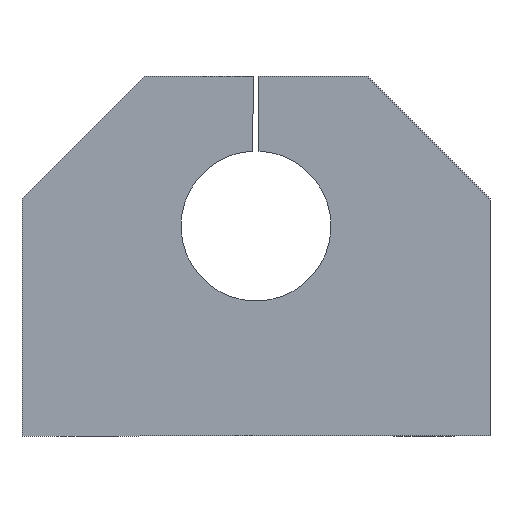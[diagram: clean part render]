
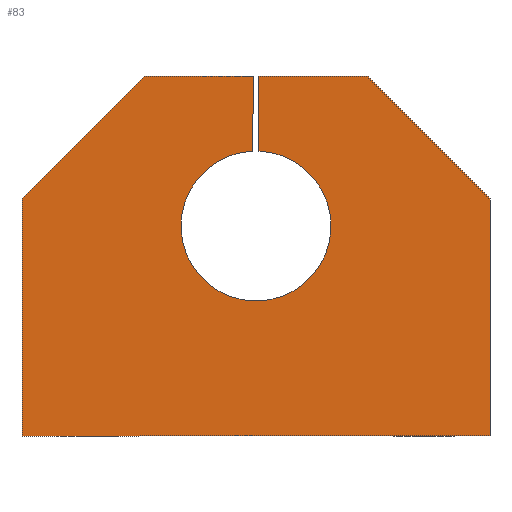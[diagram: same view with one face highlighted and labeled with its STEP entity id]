
A CAD part, front view. The second image highlights one B-rep face of the part: STEP entity #83.
In plain terms, the highlighted planar face has unit normal (0, -1, 0).
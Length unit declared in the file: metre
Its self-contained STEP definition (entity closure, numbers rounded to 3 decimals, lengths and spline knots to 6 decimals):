
#83 = ADVANCED_FACE( '', ( #180 ), #181, .F. );
#180 = FACE_OUTER_BOUND( '', #289, .T. );
#181 = PLANE( '', #290 );
#289 = EDGE_LOOP( '', ( #454, #455, #456, #457, #458, #459, #460, #461, #462, #463 ) );
#290 = AXIS2_PLACEMENT_3D( '', #464, #465, #466 );
#454 = ORIENTED_EDGE( '', *, *, #585, .T. );
#455 = ORIENTED_EDGE( '', *, *, #595, .F. );
#456 = ORIENTED_EDGE( '', *, *, #591, .F. );
#457 = ORIENTED_EDGE( '', *, *, #633, .F. );
#458 = ORIENTED_EDGE( '', *, *, #634, .F. );
#459 = ORIENTED_EDGE( '', *, *, #600, .F. );
#460 = ORIENTED_EDGE( '', *, *, #635, .F. );
#461 = ORIENTED_EDGE( '', *, *, #636, .F. );
#462 = ORIENTED_EDGE( '', *, *, #637, .T. );
#463 = ORIENTED_EDGE( '', *, *, #620, .T. );
#464 = CARTESIAN_POINT( '', ( -0.039, -0.019, 0. ) );
#465 = DIRECTION( '', ( 0., 1., 0. ) );
#466 = DIRECTION( '', ( 0., 0., 1. ) );
#585 = EDGE_CURVE( '', #682, #680, #683, .T. );
#591 = EDGE_CURVE( '', #691, #693, #694, .T. );
#595 = EDGE_CURVE( '', #693, #680, #699, .T. );
#600 = EDGE_CURVE( '', #705, #707, #708, .T. );
#620 = EDGE_CURVE( '', #739, #682, #740, .T. );
#633 = EDGE_CURVE( '', #757, #691, #758, .T. );
#634 = EDGE_CURVE( '', #707, #757, #759, .T. );
#635 = EDGE_CURVE( '', #760, #705, #761, .T. );
#636 = EDGE_CURVE( '', #762, #760, #763, .T. );
#637 = EDGE_CURVE( '', #762, #739, #764, .T. );
#680 = VERTEX_POINT( '', #898 );
#682 = VERTEX_POINT( '', #901 );
#683 = LINE( '', #902, #903 );
#691 = VERTEX_POINT( '', #914 );
#693 = VERTEX_POINT( '', #917 );
#694 = LINE( '', #918, #919 );
#699 = LINE( '', #925, #926 );
#705 = VERTEX_POINT( '', #934 );
#707 = VERTEX_POINT( '', #937 );
#708 = LINE( '', #938, #939 );
#739 = VERTEX_POINT( '', #978 );
#740 = CIRCLE( '', #979, 0.0125 );
#757 = VERTEX_POINT( '', #1002 );
#758 = LINE( '', #1003, #1004 );
#759 = LINE( '', #1005, #1006 );
#760 = VERTEX_POINT( '', #1007 );
#761 = LINE( '', #1008, #1009 );
#762 = VERTEX_POINT( '', #1010 );
#763 = LINE( '', #1011, #1012 );
#764 = LINE( '', #1013, #1014 );
#898 = CARTESIAN_POINT( '', ( -0.0005, -0.019, 0.06 ) );
#901 = CARTESIAN_POINT( '', ( -0.0005, -0.019, 0.04749 ) );
#902 = CARTESIAN_POINT( '', ( -0.0005, -0.019, 0.035 ) );
#903 = VECTOR( '', #1065, 1. );
#914 = CARTESIAN_POINT( '', ( -0.039, -0.019, 0.0395 ) );
#917 = CARTESIAN_POINT( '', ( -0.0185, -0.019, 0.06 ) );
#918 = CARTESIAN_POINT( '', ( -0.039, -0.019, 0.0395 ) );
#919 = VECTOR( '', #1070, 1. );
#925 = CARTESIAN_POINT( '', ( -0.0185, -0.019, 0.06 ) );
#926 = VECTOR( '', #1075, 1. );
#934 = CARTESIAN_POINT( '', ( 0.039, -0.019, 0.0395 ) );
#937 = CARTESIAN_POINT( '', ( 0.039, -0.019, 0. ) );
#938 = CARTESIAN_POINT( '', ( 0.039, -0.019, 0.0395 ) );
#939 = VECTOR( '', #1079, 1. );
#978 = CARTESIAN_POINT( '', ( 0.0005, -0.019, 0.04749 ) );
#979 = AXIS2_PLACEMENT_3D( '', #1106, #1107, #1108 );
#1002 = CARTESIAN_POINT( '', ( -0.039, -0.019, 0. ) );
#1003 = CARTESIAN_POINT( '', ( -0.039, -0.019, 0. ) );
#1004 = VECTOR( '', #1118, 1. );
#1005 = CARTESIAN_POINT( '', ( 0.039, -0.019, 0. ) );
#1006 = VECTOR( '', #1119, 1. );
#1007 = CARTESIAN_POINT( '', ( 0.0185, -0.019, 0.06 ) );
#1008 = CARTESIAN_POINT( '', ( 0.0185, -0.019, 0.06 ) );
#1009 = VECTOR( '', #1120, 1. );
#1010 = CARTESIAN_POINT( '', ( 0.0005, -0.019, 0.06 ) );
#1011 = CARTESIAN_POINT( '', ( -0.0185, -0.019, 0.06 ) );
#1012 = VECTOR( '', #1121, 1. );
#1013 = CARTESIAN_POINT( '', ( 0.0005, -0.019, 0.06 ) );
#1014 = VECTOR( '', #1122, 1. );
#1065 = DIRECTION( '', ( 0., 0., 1. ) );
#1070 = DIRECTION( '', ( 0.707, 0., 0.707 ) );
#1075 = DIRECTION( '', ( 1., 0., 0. ) );
#1079 = DIRECTION( '', ( 0., 0., -1. ) );
#1106 = CARTESIAN_POINT( '', ( 0., -0.019, 0.035 ) );
#1107 = DIRECTION( '', ( 0., 1., 0. ) );
#1108 = DIRECTION( '', ( 1., 0., 0. ) );
#1118 = DIRECTION( '', ( 0., 0., 1. ) );
#1119 = DIRECTION( '', ( -1., 0., 0. ) );
#1120 = DIRECTION( '', ( 0.707, 0., -0.707 ) );
#1121 = DIRECTION( '', ( 1., 0., 0. ) );
#1122 = DIRECTION( '', ( 0., 0., -1. ) );
